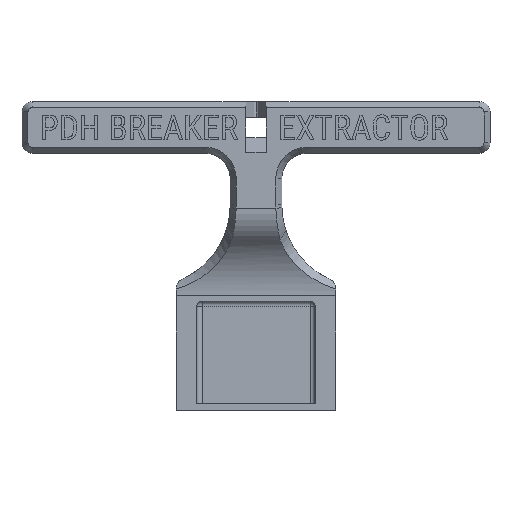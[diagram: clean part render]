
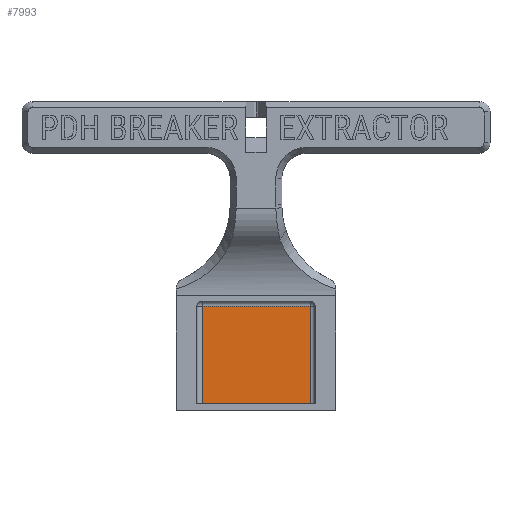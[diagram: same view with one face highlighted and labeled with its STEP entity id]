
A CAD part, top view. The second image highlights one B-rep face of the part: STEP entity #7993.
In plain terms, the highlighted planar face has unit normal (0, 0, 1).
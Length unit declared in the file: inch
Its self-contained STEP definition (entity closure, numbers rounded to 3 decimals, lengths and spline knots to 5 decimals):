
#122 = CARTESIAN_POINT ( 'NONE',  ( 0., 0., -0.19685 ) ) ;
#1087 = DIRECTION ( 'NONE',  ( 1., 0., 0. ) ) ;
#1152 = EDGE_CURVE ( 'NONE', #9082, #6266, #11098, .T. ) ;
#1385 = VECTOR ( 'NONE', #3869, 39.37008 ) ;
#1655 = VECTOR ( 'NONE', #5489, 39.37008 ) ;
#1722 = VECTOR ( 'NONE', #7042, 39.37008 ) ;
#2131 = FACE_OUTER_BOUND ( 'NONE', #11634, .T. ) ;
#2247 = CARTESIAN_POINT ( 'NONE',  ( -0.41339, 0., -0.19685 ) ) ;
#2546 = LINE ( 'NONE', #11474, #1722 ) ;
#3115 = VECTOR ( 'NONE', #11182, 39.37008 ) ;
#3167 = PLANE ( 'NONE',  #4283 ) ;
#3869 = DIRECTION ( 'NONE',  ( -1., 0., 0. ) ) ;
#3892 = VERTEX_POINT ( 'NONE', #10123 ) ;
#4216 = CARTESIAN_POINT ( 'NONE',  ( -0.41339, 0.79724, -0.19685 ) ) ;
#4283 = AXIS2_PLACEMENT_3D ( 'NONE', #122, #13347, #1087 ) ;
#4465 = LINE ( 'NONE', #11036, #3115 ) ;
#4900 = LINE ( 'NONE', #8154, #1385 ) ;
#4968 = CARTESIAN_POINT ( 'NONE',  ( -0.41339, 0.04921, -0.19685 ) ) ;
#5489 = DIRECTION ( 'NONE',  ( 0., -1., 0. ) ) ;
#6266 = VERTEX_POINT ( 'NONE', #4968 ) ;
#7042 = DIRECTION ( 'NONE',  ( 0., 1., 0. ) ) ;
#7993 = ADVANCED_FACE ( 'NONE', ( #2131 ), #3167, .T. ) ;
#8154 = CARTESIAN_POINT ( 'NONE',  ( 0., 0.79724, -0.19685 ) ) ;
#8401 = EDGE_CURVE ( 'NONE', #3892, #6266, #4465, .T. ) ;
#8588 = ORIENTED_EDGE ( 'NONE', *, *, #10594, .T. ) ;
#8695 = CARTESIAN_POINT ( 'NONE',  ( 0.41339, 0.79724, -0.19685 ) ) ;
#9082 = VERTEX_POINT ( 'NONE', #4216 ) ;
#10123 = CARTESIAN_POINT ( 'NONE',  ( 0.41339, 0.04921, -0.19685 ) ) ;
#10594 = EDGE_CURVE ( 'NONE', #3892, #12507, #2546, .T. ) ;
#10936 = ORIENTED_EDGE ( 'NONE', *, *, #13067, .T. ) ;
#11036 = CARTESIAN_POINT ( 'NONE',  ( -0.45276, 0.04921, -0.19685 ) ) ;
#11098 = LINE ( 'NONE', #2247, #1655 ) ;
#11182 = DIRECTION ( 'NONE',  ( -1., 0., 0. ) ) ;
#11474 = CARTESIAN_POINT ( 'NONE',  ( 0.41339, 0., -0.19685 ) ) ;
#11634 = EDGE_LOOP ( 'NONE', ( #10936, #12737, #12686, #8588 ) ) ;
#12507 = VERTEX_POINT ( 'NONE', #8695 ) ;
#12686 = ORIENTED_EDGE ( 'NONE', *, *, #8401, .F. ) ;
#12737 = ORIENTED_EDGE ( 'NONE', *, *, #1152, .T. ) ;
#13067 = EDGE_CURVE ( 'NONE', #12507, #9082, #4900, .T. ) ;
#13347 = DIRECTION ( 'NONE',  ( 0., 0., 1. ) ) ;
